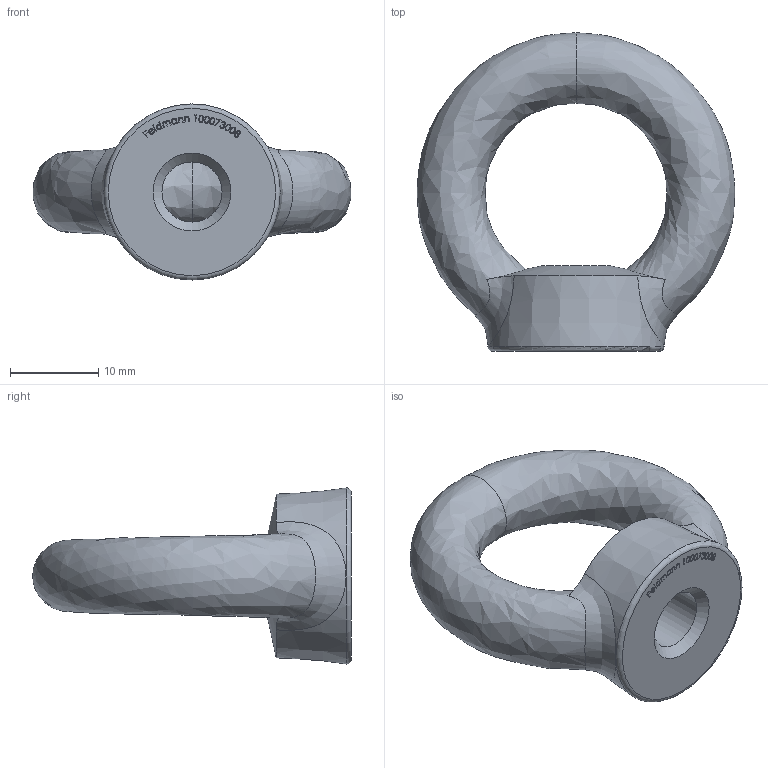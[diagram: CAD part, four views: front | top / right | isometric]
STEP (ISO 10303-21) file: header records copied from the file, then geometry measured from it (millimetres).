
FILE_DESCRIPTION (( 'STEP AP203' ), '1' );
FILE_NAME ('100073008.step', '2023-09-15T11:51:45', ( '' ), ( '' ), 'SwSTEP 2.0', 'SolidWorks 2018', '' );
FILE_SCHEMA (( 'CONFIG_CONTROL_DESIGN' ));
Length unit declared in the file: millimetre
Products named in the file (1): 100073008
Bounding box: 35.89 x 36 x 19.9 mm (x, y, z)
Volume: 6063.3 mm3; surface area: 2935.5 mm2
Topology: 1 solids, 1 shells, 231 faces, 615 edges, 410 vertices
Faces by surface type: bspline 128, plane 97, cone 4, cylinder 1, torus 1
Full cylindrical faces by diameter (mm): 6.8 x1
Entity records: 15714 total; most frequent: CARTESIAN_POINT 10845, ORIENTED_EDGE 1196, EDGE_CURVE 598, DIRECTION 557, VERTEX_POINT 401, VECTOR 331, LINE 331, EDGE_LOOP 267
